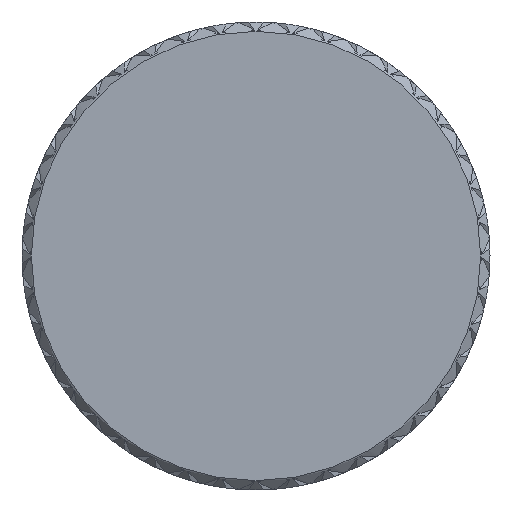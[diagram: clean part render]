
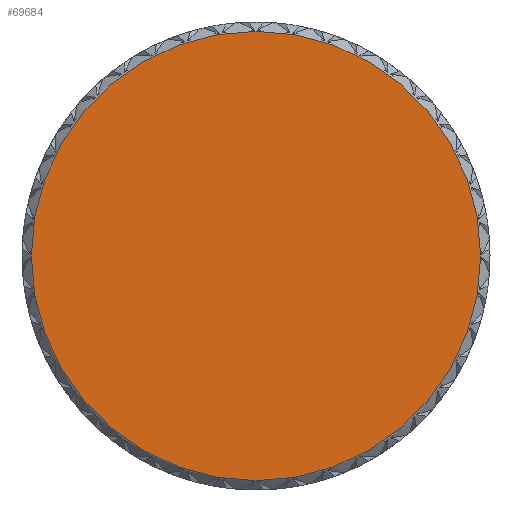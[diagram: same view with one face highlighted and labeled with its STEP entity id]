
A CAD part, left-side view. The second image highlights one B-rep face of the part: STEP entity #69684.
In plain terms, the highlighted planar face has unit normal (-1, 0, 0).
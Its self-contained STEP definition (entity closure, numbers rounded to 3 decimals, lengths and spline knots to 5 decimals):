
#12 = AXIS2_PLACEMENT_3D ( 'NONE', #5555, #5625, #5627 ) ;
#5555 = CARTESIAN_POINT ( 'NONE',  ( 0., 0., 0. ) ) ;
#5557 = PLANE ( 'NONE',  #12 ) ;
#5625 = DIRECTION ( 'NONE',  ( 1., 0., 0. ) ) ;
#5627 = DIRECTION ( 'NONE',  ( 0., 0., -1. ) ) ;
#10231 = CARTESIAN_POINT ( 'NONE',  ( 0., 0., -0.24 ) ) ;
#35520 = AXIS2_PLACEMENT_3D ( 'NONE', #126709, #126712, #126714 ) ;
#37511 = CIRCLE ( 'NONE', #35520, 0.24 ) ;
#69684 = ADVANCED_FACE ( 'NONE', ( #180771 ), #5557, .F. ) ;
#100685 = EDGE_LOOP ( 'NONE', ( #168951 ) ) ;
#107146 = EDGE_CURVE ( 'NONE', #139732, #139732, #37511, .T. ) ;
#126709 = CARTESIAN_POINT ( 'NONE',  ( 0., 0., 0. ) ) ;
#126712 = DIRECTION ( 'NONE',  ( -1., 0., 0. ) ) ;
#126714 = DIRECTION ( 'NONE',  ( 0., 0., -1. ) ) ;
#139732 = VERTEX_POINT ( 'NONE', #10231 ) ;
#168951 = ORIENTED_EDGE ( 'NONE', *, *, #107146, .T. ) ;
#180771 = FACE_OUTER_BOUND ( 'NONE', #100685, .T. ) ;
